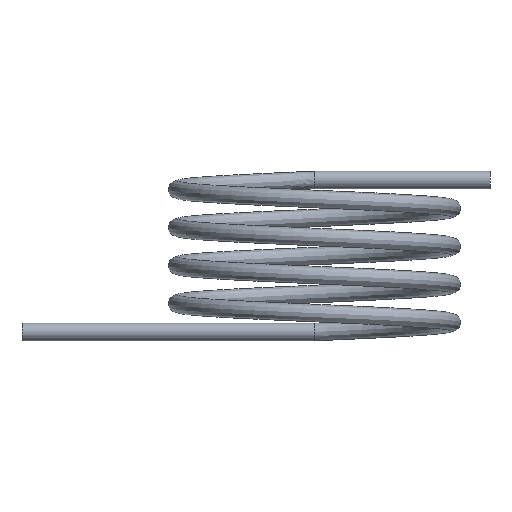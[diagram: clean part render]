
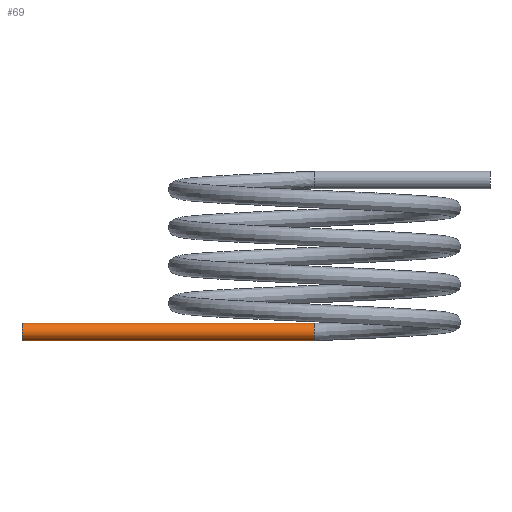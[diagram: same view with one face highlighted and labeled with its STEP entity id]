
A CAD part, left-side view. The second image highlights one B-rep face of the part: STEP entity #69.
In plain terms, the highlighted cylindrical face has radius 1.5 mm (diameter 3 mm), a full revolution.
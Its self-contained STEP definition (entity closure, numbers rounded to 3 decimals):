
#69=ADVANCED_FACE('',(#2014,#2016),#2018,.T.);
#2014=FACE_OUTER_BOUND('',#2015,.T.);
#2015=EDGE_LOOP('',(#2246));
#2016=FACE_OUTER_BOUND('',#2017,.T.);
#2017=EDGE_LOOP('',(#2247));
#2018=CYLINDRICAL_SURFACE('',#2019,1.5);
#2019=AXIS2_PLACEMENT_3D('',#2020,#2021,#2022);
#2020=CARTESIAN_POINT('',(23.5,0.,0.));
#2021=DIRECTION('',(0.,1.,0.));
#2022=DIRECTION('',(0.,0.,-1.));
#2246=ORIENTED_EDGE('',*,*,#2253,.F.);
#2247=ORIENTED_EDGE('',*,*,#2251,.T.);
#2251=EDGE_CURVE('',#2256,#2256,#2257,.F.);
#2253=EDGE_CURVE('',#2260,#2260,#2261,.T.);
#2256=VERTEX_POINT('',#2267);
#2257=CIRCLE('',#2268,1.5);
#2260=VERTEX_POINT('',#2277);
#2261=CIRCLE('',#2278,1.5);
#2267=CARTESIAN_POINT('',(23.5,0.,-1.5));
#2268=AXIS2_PLACEMENT_3D('',#2269,#2270,#2271);
#2269=CARTESIAN_POINT('',(23.5,0.,0.));
#2270=DIRECTION('',(0.,-1.,0.));
#2271=DIRECTION('',(0.,0.,-1.));
#2277=CARTESIAN_POINT('',(23.5,50.,-1.5));
#2278=AXIS2_PLACEMENT_3D('',#2279,#2280,#2281);
#2279=CARTESIAN_POINT('',(23.5,50.,0.));
#2280=DIRECTION('',(0.,1.,0.));
#2281=DIRECTION('',(0.,0.,-1.));
